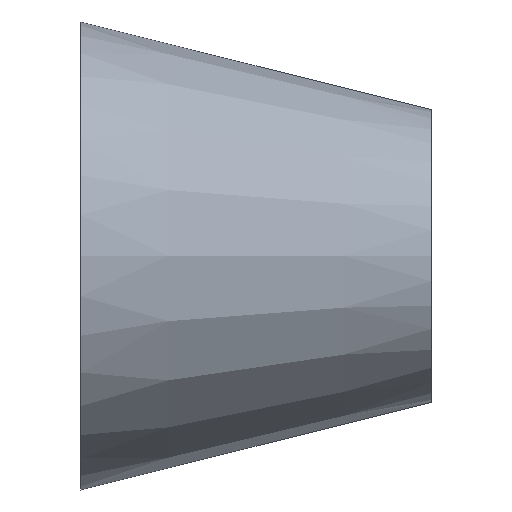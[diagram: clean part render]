
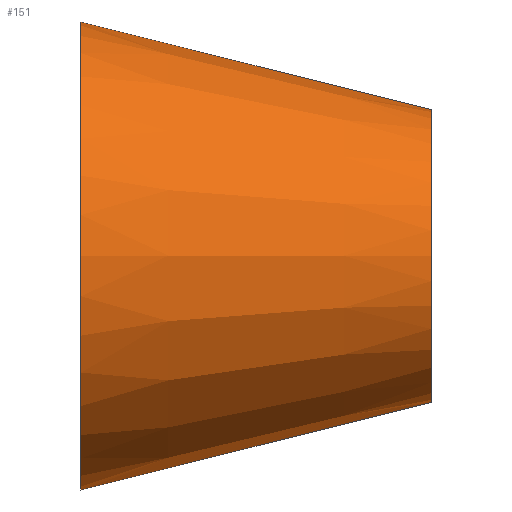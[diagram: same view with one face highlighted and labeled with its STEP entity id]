
A CAD part, top view. The second image highlights one B-rep face of the part: STEP entity #151.
In plain terms, the highlighted conical face has half-angle 14.072 degrees and reference radius 31.75 mm.
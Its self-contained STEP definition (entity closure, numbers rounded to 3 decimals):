
#9 = DIRECTION ( 'NONE',  ( 0., -1., 0. ) ) ;
#17 = DIRECTION ( 'NONE',  ( -1., 0., 0. ) ) ;
#18 = CARTESIAN_POINT ( 'NONE',  ( 0., 38.45, 0. ) ) ;
#21 = ORIENTED_EDGE ( 'NONE', *, *, #168, .T. ) ;
#22 = EDGE_CURVE ( 'NONE', #98, #211, #65, .T. ) ;
#23 = CIRCLE ( 'NONE', #34, 31.75 ) ;
#24 = VECTOR ( 'NONE', #133, 1000. ) ;
#26 = DIRECTION ( 'NONE',  ( 0., -1., 0. ) ) ;
#28 = ORIENTED_EDGE ( 'NONE', *, *, #140, .F. ) ;
#34 = AXIS2_PLACEMENT_3D ( 'NONE', #176, #17, #70 ) ;
#41 = ORIENTED_EDGE ( 'NONE', *, *, #205, .T. ) ;
#46 = LINE ( 'NONE', #194, #197 ) ;
#47 = CARTESIAN_POINT ( 'NONE',  ( 0., -12.35, 0. ) ) ;
#65 = CIRCLE ( 'NONE', #76, 50.8 ) ;
#69 = CARTESIAN_POINT ( 'NONE',  ( 0., -63.15, 0. ) ) ;
#70 = DIRECTION ( 'NONE',  ( 0., -1., 0. ) ) ;
#73 = CARTESIAN_POINT ( 'NONE',  ( 76., 19.4, 0. ) ) ;
#76 = AXIS2_PLACEMENT_3D ( 'NONE', #47, #170, #26 ) ;
#78 = VERTEX_POINT ( 'NONE', #143 ) ;
#85 = EDGE_LOOP ( 'NONE', ( #41, #21, #107, #28 ) ) ;
#98 = VERTEX_POINT ( 'NONE', #69 ) ;
#107 = ORIENTED_EDGE ( 'NONE', *, *, #22, .F. ) ;
#110 = LINE ( 'NONE', #180, #24 ) ;
#133 = DIRECTION ( 'NONE',  ( -0.97, 0.243, 0. ) ) ;
#139 = CONICAL_SURFACE ( 'NONE', #153, 31.75, 0.246 ) ;
#140 = EDGE_CURVE ( 'NONE', #78, #98, #46, .T. ) ;
#143 = CARTESIAN_POINT ( 'NONE',  ( 76., -44.1, 0. ) ) ;
#151 = ADVANCED_FACE ( 'NONE', ( #201 ), #139, .T. ) ;
#153 = AXIS2_PLACEMENT_3D ( 'NONE', #191, #196, #9 ) ;
#168 = EDGE_CURVE ( 'NONE', #169, #211, #110, .T. ) ;
#169 = VERTEX_POINT ( 'NONE', #73 ) ;
#170 = DIRECTION ( 'NONE',  ( -1., 0., 0. ) ) ;
#176 = CARTESIAN_POINT ( 'NONE',  ( 76., -12.35, 0. ) ) ;
#180 = CARTESIAN_POINT ( 'NONE',  ( 76., 19.4, 0. ) ) ;
#191 = CARTESIAN_POINT ( 'NONE',  ( 76., -12.35, 0. ) ) ;
#194 = CARTESIAN_POINT ( 'NONE',  ( 76., -44.1, 0. ) ) ;
#196 = DIRECTION ( 'NONE',  ( -1., 0., 0. ) ) ;
#197 = VECTOR ( 'NONE', #198, 1000. ) ;
#198 = DIRECTION ( 'NONE',  ( -0.97, -0.243, 0. ) ) ;
#201 = FACE_OUTER_BOUND ( 'NONE', #85, .T. ) ;
#205 = EDGE_CURVE ( 'NONE', #78, #169, #23, .T. ) ;
#211 = VERTEX_POINT ( 'NONE', #18 ) ;
